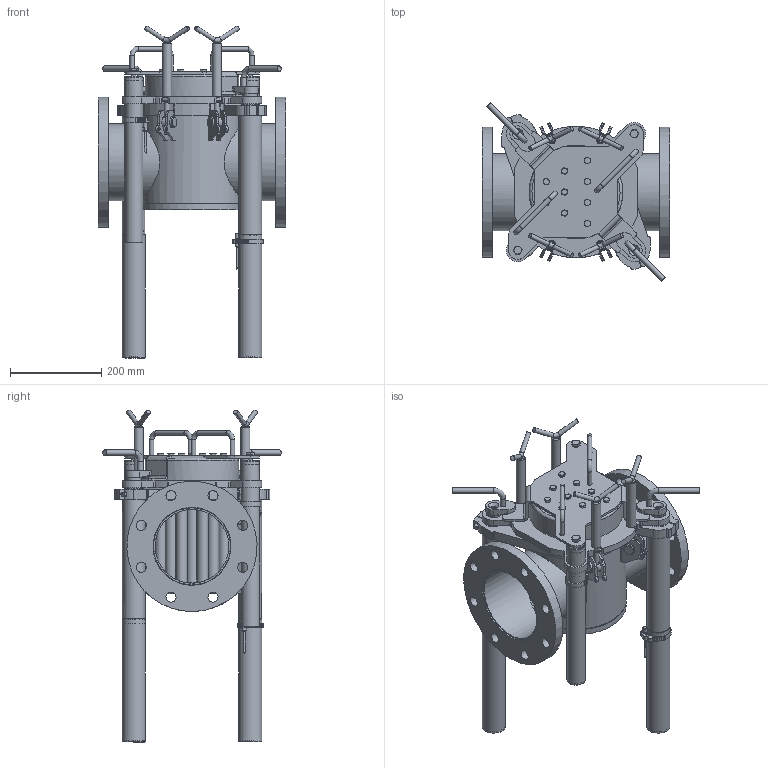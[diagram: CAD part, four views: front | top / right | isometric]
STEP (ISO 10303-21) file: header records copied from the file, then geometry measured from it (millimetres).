
FILE_DESCRIPTION(/* description */ (''),/* implementation_level */ '2;1');
FILE_NAME(/* name */ 'SSFNG15038 C.stp',/* time_stamp */ '2018-10-17T10:17:19+02:00',/* author */ ('cr'),/* organization */ (''),/* preprocessor_version */ 'ST-DEVELOPER v16.5',/* originating_system */ 'Autodesk Inventor 2017',/* authorisation */ '');
FILE_SCHEMA (('CONFIG_CONTROL_DESIGN'));
Products named in the file (1): Part1
Bounding box: 410 x 390.32 x 726.31 mm (x, y, z)
Volume: 7837682.4 mm3; surface area: 2155465.5 mm2
Topology: 7 solids, 26 shells, 1749 faces, 4327 edges, 2847 vertices
Faces by surface type: cylinder 743, plane 730, cone 232, torus 35, bspline 8, sphere 1
Full cylindrical faces by diameter (mm): 3 x4, 3.1 x4, 4.134 x8, 4.2 x2, 4.9 x2, 5 x4, 6 x2, 6.2 x2, 6.647 x14, 7 x8, 7.323 x9, 8 x7, 8.376 x2, 8.8 x2, 9 x7, 9.188 x2, 10 x16, 10.1 x9, 10.2 x4, 11 x2, 11.053 x4, 11.4 x9, 12 x12, 13 x6, 15.4 x2, 16 x4, 19 x1, 20 x5, 22 x16, 24 x18
Entity records: 52588 total; most frequent: CARTESIAN_POINT 11092, DIRECTION 8689, ORIENTED_EDGE 7308, EDGE_CURVE 3654, AXIS2_PLACEMENT_3D 3564, VERTEX_POINT 2649, EDGE_LOOP 2581, CIRCLE 1769
